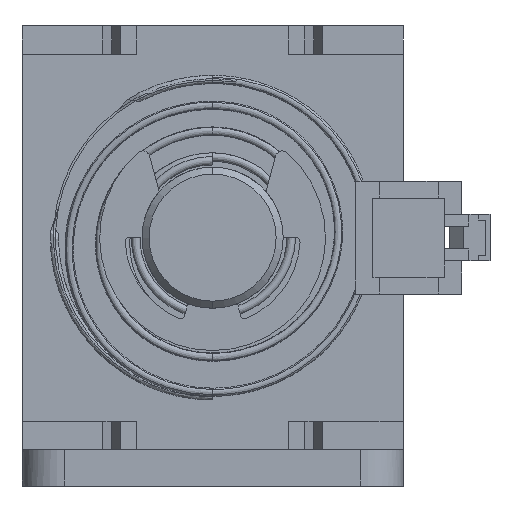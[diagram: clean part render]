
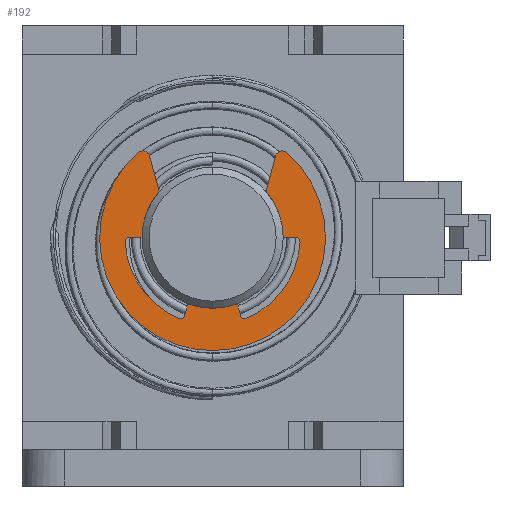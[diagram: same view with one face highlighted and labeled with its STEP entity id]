
A CAD part, left-side view. The second image highlights one B-rep face of the part: STEP entity #192.
In plain terms, the highlighted planar face has unit normal (-1, 0, 0).
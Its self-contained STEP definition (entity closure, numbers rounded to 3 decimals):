
#192=ADVANCED_FACE('',(#1943),#1942,.T.);
#1942=PLANE('',#4689);
#1943=FACE_OUTER_BOUND('',#4690,.T.);
#4686=CARTESIAN_POINT('',(-87.4,13.875,-13.386));
#4687=DIRECTION('',(-1.,0.,0.));
#4688=DIRECTION('',(0.,-1.,0.));
#4689=AXIS2_PLACEMENT_3D('',#4686,#4687,#4688);
#4690=EDGE_LOOP('',(#7828,#7829,#7830,#7831,#7832,#7833,#7834,#7835,#7836,#7837,#7838,#7839,#7840,#7841,#7842,#7843,#7844,#7845,#7846));
#7828=ORIENTED_EDGE('',*,*,#9303,.T.);
#7829=ORIENTED_EDGE('',*,*,#9319,.T.);
#7830=ORIENTED_EDGE('',*,*,#9296,.T.);
#7831=ORIENTED_EDGE('',*,*,#9292,.T.);
#7832=ORIENTED_EDGE('',*,*,#9289,.T.);
#7833=ORIENTED_EDGE('',*,*,#9286,.T.);
#7834=ORIENTED_EDGE('',*,*,#9283,.T.);
#7835=ORIENTED_EDGE('',*,*,#9320,.T.);
#7836=ORIENTED_EDGE('',*,*,#9321,.T.);
#7837=ORIENTED_EDGE('',*,*,#9276,.T.);
#7838=ORIENTED_EDGE('',*,*,#9272,.T.);
#7839=ORIENTED_EDGE('',*,*,#9269,.T.);
#7840=ORIENTED_EDGE('',*,*,#9266,.T.);
#7841=ORIENTED_EDGE('',*,*,#9263,.T.);
#7842=ORIENTED_EDGE('',*,*,#9322,.T.);
#7843=ORIENTED_EDGE('',*,*,#9316,.T.);
#7844=ORIENTED_EDGE('',*,*,#9312,.F.);
#7845=ORIENTED_EDGE('',*,*,#9309,.F.);
#7846=ORIENTED_EDGE('',*,*,#9306,.F.);
#9263=EDGE_CURVE('',#13127,#13120,#13128,.T.);
#9266=EDGE_CURVE('',#13147,#13127,#13148,.T.);
#9269=EDGE_CURVE('',#13167,#13147,#13168,.T.);
#9272=EDGE_CURVE('',#13187,#13167,#13188,.T.);
#9276=EDGE_CURVE('',#13214,#13187,#13215,.T.);
#9283=EDGE_CURVE('',#13263,#13256,#13264,.T.);
#9286=EDGE_CURVE('',#13283,#13263,#13284,.T.);
#9289=EDGE_CURVE('',#13303,#13283,#13304,.T.);
#9292=EDGE_CURVE('',#13323,#13303,#13324,.T.);
#9296=EDGE_CURVE('',#13350,#13323,#13351,.T.);
#9303=EDGE_CURVE('',#13399,#13392,#13400,.T.);
#9306=EDGE_CURVE('',#13399,#13419,#13420,.T.);
#9309=EDGE_CURVE('',#13419,#13439,#13440,.T.);
#9312=EDGE_CURVE('',#13439,#13459,#13460,.T.);
#9316=EDGE_CURVE('',#13486,#13459,#13487,.T.);
#9319=EDGE_CURVE('',#13392,#13350,#13506,.T.);
#9320=EDGE_CURVE('',#13256,#13512,#13513,.T.);
#9321=EDGE_CURVE('',#13512,#13214,#13519,.T.);
#9322=EDGE_CURVE('',#13120,#13486,#13525,.T.);
#13120=VERTEX_POINT('',#17761);
#13127=VERTEX_POINT('',#17765);
#13128=LINE('',#17766,#17767);
#13147=VERTEX_POINT('',#17777);
#13148=CIRCLE('',#17781,0.3);
#13167=VERTEX_POINT('',#17790);
#13168=CIRCLE('',#17794,6.2);
#13187=VERTEX_POINT('',#17803);
#13188=CIRCLE('',#17807,0.3);
#13214=VERTEX_POINT('',#17819);
#13215=LINE('',#17820,#17821);
#13256=VERTEX_POINT('',#17843);
#13263=VERTEX_POINT('',#17847);
#13264=LINE('',#17848,#17849);
#13283=VERTEX_POINT('',#17859);
#13284=CIRCLE('',#17863,0.3);
#13303=VERTEX_POINT('',#17872);
#13304=CIRCLE('',#17876,6.2);
#13323=VERTEX_POINT('',#17885);
#13324=CIRCLE('',#17889,0.3);
#13350=VERTEX_POINT('',#17901);
#13351=LINE('',#17902,#17903);
#13392=VERTEX_POINT('',#17925);
#13399=VERTEX_POINT('',#17929);
#13400=LINE('',#17930,#17931);
#13419=VERTEX_POINT('',#17941);
#13420=CIRCLE('',#17945,0.5);
#13439=VERTEX_POINT('',#17954);
#13440=CIRCLE('',#17958,8.);
#13459=VERTEX_POINT('',#17967);
#13460=CIRCLE('',#17971,0.5);
#13486=VERTEX_POINT('',#17983);
#13487=LINE('',#17984,#17985);
#13506=CIRCLE('',#17997,5.);
#13512=VERTEX_POINT('',#17998);
#13513=CIRCLE('',#18002,5.);
#13519=CIRCLE('',#18006,5.);
#13525=CIRCLE('',#18010,5.);
#17761=CARTESIAN_POINT('',(-87.4,5.,0.));
#17765=CARTESIAN_POINT('',(-87.4,5.892,0.));
#17766=CARTESIAN_POINT('',(-87.4,5.892,0.));
#17767=VECTOR('',#17768,0.892);
#17768=DIRECTION('',(0.,-1.,0.));
#17777=CARTESIAN_POINT('',(-87.4,6.192,-0.315));
#17778=CARTESIAN_POINT('',(-87.4,5.892,-0.3));
#17779=DIRECTION('',(1.,0.,0.));
#17780=DIRECTION('',(0.,0.,1.));
#17781=AXIS2_PLACEMENT_3D('',#17778,#17779,#17780);
#17790=CARTESIAN_POINT('',(-87.4,2.391,-5.72));
#17791=CARTESIAN_POINT('',(-87.4,0.,0.));
#17792=DIRECTION('',(1.,0.,0.));
#17793=DIRECTION('',(0.,0.,1.));
#17794=AXIS2_PLACEMENT_3D('',#17791,#17792,#17793);
#17803=CARTESIAN_POINT('',(-87.4,1.986,-5.521));
#17804=CARTESIAN_POINT('',(-87.4,2.276,-5.444));
#17805=DIRECTION('',(1.,0.,0.));
#17806=DIRECTION('',(0.,0.,1.));
#17807=AXIS2_PLACEMENT_3D('',#17804,#17805,#17806);
#17819=CARTESIAN_POINT('',(-87.4,1.76,-4.68));
#17820=CARTESIAN_POINT('',(-87.4,1.76,-4.68));
#17821=VECTOR('',#17822,0.871);
#17822=DIRECTION('',(0.,0.259,-0.966));
#17843=CARTESIAN_POINT('',(-87.4,-1.76,-4.68));
#17847=CARTESIAN_POINT('',(-87.4,-1.986,-5.521));
#17848=CARTESIAN_POINT('',(-87.4,-1.986,-5.521));
#17849=VECTOR('',#17850,0.871);
#17850=DIRECTION('',(0.,0.259,0.966));
#17859=CARTESIAN_POINT('',(-87.4,-2.391,-5.72));
#17860=CARTESIAN_POINT('',(-87.4,-2.276,-5.444));
#17861=DIRECTION('',(1.,0.,0.));
#17862=DIRECTION('',(0.,0.,1.));
#17863=AXIS2_PLACEMENT_3D('',#17860,#17861,#17862);
#17872=CARTESIAN_POINT('',(-87.4,-6.192,-0.315));
#17873=CARTESIAN_POINT('',(-87.4,0.,0.));
#17874=DIRECTION('',(1.,0.,0.));
#17875=DIRECTION('',(0.,0.,1.));
#17876=AXIS2_PLACEMENT_3D('',#17873,#17874,#17875);
#17885=CARTESIAN_POINT('',(-87.4,-5.892,0.));
#17886=CARTESIAN_POINT('',(-87.4,-5.892,-0.3));
#17887=DIRECTION('',(1.,0.,0.));
#17888=DIRECTION('',(0.,-0.999,-0.051));
#17889=AXIS2_PLACEMENT_3D('',#17886,#17887,#17888);
#17901=CARTESIAN_POINT('',(-87.4,-5.,0.));
#17902=CARTESIAN_POINT('',(-87.4,-5.,0.));
#17903=VECTOR('',#17904,0.892);
#17904=DIRECTION('',(0.,-1.,0.));
#17925=CARTESIAN_POINT('',(-87.4,-3.783,3.269));
#17929=CARTESIAN_POINT('',(-87.4,-4.455,5.775));
#17930=CARTESIAN_POINT('',(-87.4,-4.455,5.775));
#17931=VECTOR('',#17932,2.594);
#17932=DIRECTION('',(0.,0.259,-0.966));
#17941=CARTESIAN_POINT('',(-87.4,-5.267,6.021));
#17942=CARTESIAN_POINT('',(-87.4,-4.938,5.645));
#17943=DIRECTION('',(1.,0.,0.));
#17944=DIRECTION('',(0.,-0.658,0.753));
#17945=AXIS2_PLACEMENT_3D('',#17942,#17943,#17944);
#17954=CARTESIAN_POINT('',(-87.4,5.267,6.021));
#17955=CARTESIAN_POINT('',(-87.4,0.,0.));
#17956=DIRECTION('',(1.,0.,0.));
#17957=DIRECTION('',(0.,0.,1.));
#17958=AXIS2_PLACEMENT_3D('',#17955,#17956,#17957);
#17967=CARTESIAN_POINT('',(-87.4,4.455,5.775));
#17968=CARTESIAN_POINT('',(-87.4,4.938,5.645));
#17969=DIRECTION('',(1.,0.,0.));
#17970=DIRECTION('',(0.,-0.966,0.259));
#17971=AXIS2_PLACEMENT_3D('',#17968,#17969,#17970);
#17983=CARTESIAN_POINT('',(-87.4,3.783,3.269));
#17984=CARTESIAN_POINT('',(-87.4,3.783,3.269));
#17985=VECTOR('',#17986,2.594);
#17986=DIRECTION('',(0.,0.259,0.966));
#17994=CARTESIAN_POINT('',(-87.4,0.,0.));
#17995=DIRECTION('',(1.,0.,0.));
#17996=DIRECTION('',(0.,0.,-1.));
#17997=AXIS2_PLACEMENT_3D('',#17994,#17995,#17996);
#17998=CARTESIAN_POINT('',(-87.4,0.,-5.));
#17999=CARTESIAN_POINT('',(-87.4,0.,0.));
#18000=DIRECTION('',(1.,0.,0.));
#18001=DIRECTION('',(0.,0.352,-0.936));
#18002=AXIS2_PLACEMENT_3D('',#17999,#18000,#18001);
#18003=CARTESIAN_POINT('',(-87.4,0.,0.));
#18004=DIRECTION('',(1.,0.,0.));
#18005=DIRECTION('',(0.,0.352,-0.936));
#18006=AXIS2_PLACEMENT_3D('',#18003,#18004,#18005);
#18007=CARTESIAN_POINT('',(-87.4,0.,0.));
#18008=DIRECTION('',(1.,0.,0.));
#18009=DIRECTION('',(0.,0.,-1.));
#18010=AXIS2_PLACEMENT_3D('',#18007,#18008,#18009);
